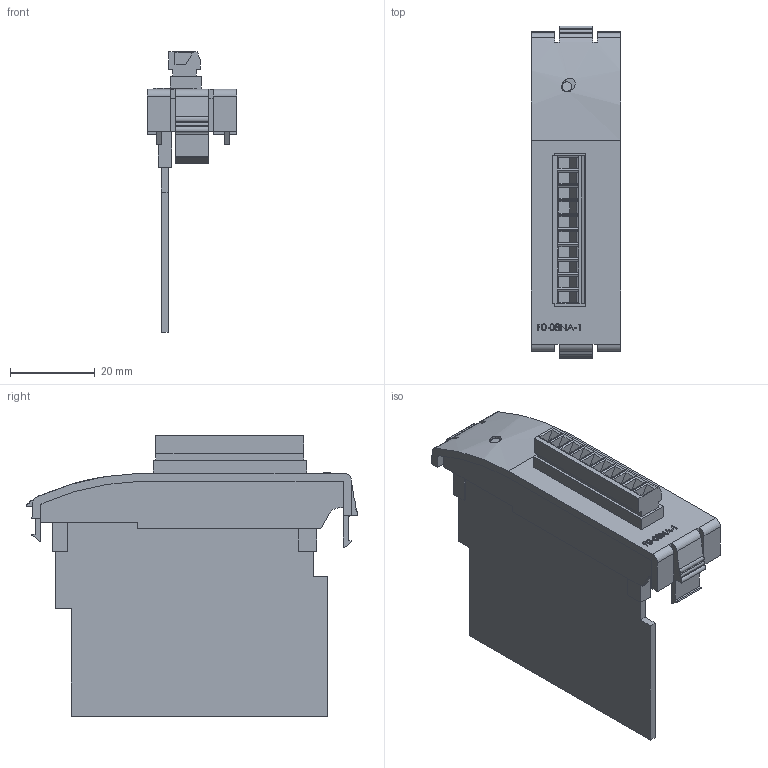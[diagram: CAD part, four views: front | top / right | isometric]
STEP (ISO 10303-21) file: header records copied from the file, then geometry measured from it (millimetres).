
FILE_DESCRIPTION (( 'STEP AP214' ), '1' );
FILE_NAME ('F0-08NA-1.STEP', '2011-02-03T14:19:22', ( '.adc' ), ( '' ), 'SwSTEP 2.0', 'SolidWorks 2009', '' );
FILE_SCHEMA (( 'AUTOMOTIVE_DESIGN' ));
Length unit declared in the file: inch
Products named in the file (1): F0-08NA-1
Bounding box: 20.98 x 78.23 x 66.09 mm (x, y, z)
Volume: 12388.3 mm3; surface area: 15007.2 mm2
Topology: 2 solids, 2 shells, 333 faces, 886 edges, 582 vertices
Faces by surface type: plane 258, cylinder 38, bspline 37
Entity records: 15303 total; most frequent: CARTESIAN_POINT 4505, ORIENTED_EDGE 1772, DIRECTION 1489, EDGE_CURVE 886, VECTOR 725, LINE 725, VERTEX_POINT 582, AXIS2_PLACEMENT_3D 382
